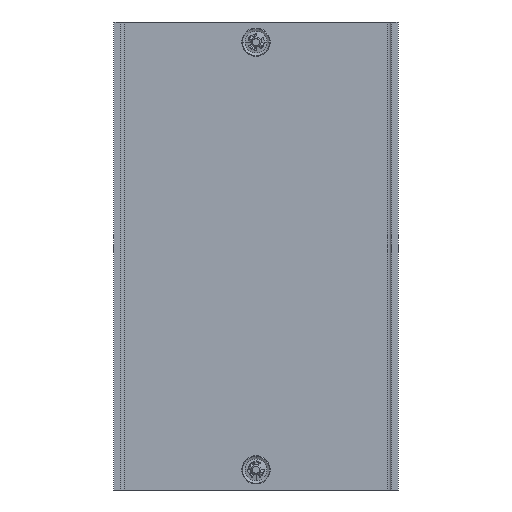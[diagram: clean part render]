
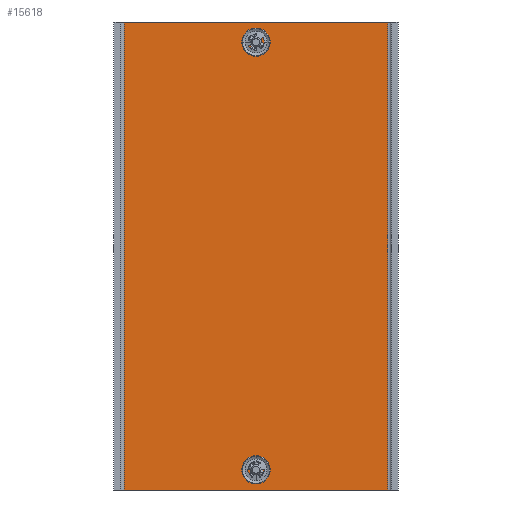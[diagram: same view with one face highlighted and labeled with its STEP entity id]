
A CAD part, front view. The second image highlights one B-rep face of the part: STEP entity #15618.
In plain terms, the highlighted planar face has unit normal (0, -1, 0).
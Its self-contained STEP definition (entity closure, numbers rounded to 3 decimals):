
#3856=DIRECTION('',(0.,0.,-1.));
#3857=VECTOR('',#3856,137.);
#3858=CARTESIAN_POINT('',(-38.6,-2.3,68.5));
#3859=LINE('',#3858,#3857);
#3860=DIRECTION('',(1.,0.,0.));
#3861=VECTOR('',#3860,77.2);
#3862=CARTESIAN_POINT('',(-38.6,-2.3,68.5));
#3863=LINE('',#3862,#3861);
#3864=DIRECTION('',(0.,0.,1.));
#3865=VECTOR('',#3864,137.);
#3866=CARTESIAN_POINT('',(38.6,-2.3,-68.5));
#3867=LINE('',#3866,#3865);
#3868=DIRECTION('',(-1.,0.,0.));
#3869=VECTOR('',#3868,77.2);
#3870=CARTESIAN_POINT('',(38.6,-2.3,-68.5));
#3871=LINE('',#3870,#3869);
#3872=CARTESIAN_POINT('',(0.,-2.3,60.85));
#3873=DIRECTION('',(0.,1.,0.));
#3874=DIRECTION('',(1.,0.,0.));
#3875=AXIS2_PLACEMENT_3D('',#3872,#3873,#3874);
#3877=DIRECTION('',(0.,0.,-1.));
#3878=VECTOR('',#3877,3.5);
#3879=CARTESIAN_POINT('',(1.6,-2.3,64.35));
#3880=LINE('',#3879,#3878);
#3881=CARTESIAN_POINT('',(0.,-2.3,64.35));
#3882=DIRECTION('',(0.,1.,0.));
#3883=DIRECTION('',(-1.,0.,0.));
#3884=AXIS2_PLACEMENT_3D('',#3881,#3882,#3883);
#3886=DIRECTION('',(0.,0.,1.));
#3887=VECTOR('',#3886,3.5);
#3888=CARTESIAN_POINT('',(-1.6,-2.3,60.85));
#3889=LINE('',#3888,#3887);
#3890=CARTESIAN_POINT('',(0.,-2.3,-60.85));
#3891=DIRECTION('',(0.,-1.,0.));
#3892=DIRECTION('',(1.,0.,0.));
#3893=AXIS2_PLACEMENT_3D('',#3890,#3891,#3892);
#3895=DIRECTION('',(0.,0.,-1.));
#3896=VECTOR('',#3895,3.5);
#3897=CARTESIAN_POINT('',(-1.6,-2.3,-60.85));
#3898=LINE('',#3897,#3896);
#3899=CARTESIAN_POINT('',(0.,-2.3,-64.35));
#3900=DIRECTION('',(0.,-1.,0.));
#3901=DIRECTION('',(-1.,0.,0.));
#3902=AXIS2_PLACEMENT_3D('',#3899,#3900,#3901);
#3904=DIRECTION('',(0.,0.,1.));
#3905=VECTOR('',#3904,3.5);
#3906=CARTESIAN_POINT('',(1.6,-2.3,-64.35));
#3907=LINE('',#3906,#3905);
#9734=CARTESIAN_POINT('',(38.6,-2.3,-68.5));
#9735=CARTESIAN_POINT('',(38.6,-2.3,68.5));
#9736=VERTEX_POINT('',#9734);
#9737=VERTEX_POINT('',#9735);
#9754=CARTESIAN_POINT('',(-38.6,-2.3,68.5));
#9755=CARTESIAN_POINT('',(-38.6,-2.3,-68.5));
#9756=VERTEX_POINT('',#9754);
#9757=VERTEX_POINT('',#9755);
#9898=CARTESIAN_POINT('',(1.6,-2.3,60.85));
#9899=CARTESIAN_POINT('',(-1.6,-2.3,60.85));
#9900=VERTEX_POINT('',#9898);
#9901=VERTEX_POINT('',#9899);
#9902=CARTESIAN_POINT('',(-1.6,-2.3,64.35));
#9903=VERTEX_POINT('',#9902);
#9904=CARTESIAN_POINT('',(1.6,-2.3,64.35));
#9905=VERTEX_POINT('',#9904);
#9906=CARTESIAN_POINT('',(1.6,-2.3,-60.85));
#9907=CARTESIAN_POINT('',(-1.6,-2.3,-60.85));
#9908=VERTEX_POINT('',#9906);
#9909=VERTEX_POINT('',#9907);
#9910=CARTESIAN_POINT('',(-1.6,-2.3,-64.35));
#9911=VERTEX_POINT('',#9910);
#9912=CARTESIAN_POINT('',(1.6,-2.3,-64.35));
#9913=VERTEX_POINT('',#9912);
#15585=CARTESIAN_POINT('',(0.,-2.3,-68.5));
#15586=DIRECTION('',(0.,-1.,0.));
#15587=DIRECTION('',(1.,0.,0.));
#15588=AXIS2_PLACEMENT_3D('',#15585,#15586,#15587);
#15589=PLANE('',#15588);
#15591=ORIENTED_EDGE('',*,*,#15590,.F.);
#15593=ORIENTED_EDGE('',*,*,#15592,.T.);
#15594=ORIENTED_EDGE('',*,*,#15576,.F.);
#15595=ORIENTED_EDGE('',*,*,#15501,.T.);
#15596=EDGE_LOOP('',(#15591,#15593,#15594,#15595));
#15597=FACE_OUTER_BOUND('',#15596,.F.);
#15599=ORIENTED_EDGE('',*,*,#15598,.F.);
#15601=ORIENTED_EDGE('',*,*,#15600,.F.);
#15603=ORIENTED_EDGE('',*,*,#15602,.F.);
#15605=ORIENTED_EDGE('',*,*,#15604,.F.);
#15606=EDGE_LOOP('',(#15599,#15601,#15603,#15605));
#15607=FACE_BOUND('',#15606,.F.);
#15609=ORIENTED_EDGE('',*,*,#15608,.T.);
#15611=ORIENTED_EDGE('',*,*,#15610,.T.);
#15613=ORIENTED_EDGE('',*,*,#15612,.T.);
#15615=ORIENTED_EDGE('',*,*,#15614,.T.);
#15616=EDGE_LOOP('',(#15609,#15611,#15613,#15615));
#15617=FACE_BOUND('',#15616,.F.);
#15618=ADVANCED_FACE('',(#15597,#15607,#15617),#15589,.T.);
#3876=CIRCLE('',#3875,1.6);
#3885=CIRCLE('',#3884,1.6);
#3894=CIRCLE('',#3893,1.6);
#3903=CIRCLE('',#3902,1.6);
#15501=EDGE_CURVE('',#9736,#9757,#3871,.T.);
#15576=EDGE_CURVE('',#9736,#9737,#3867,.T.);
#15590=EDGE_CURVE('',#9756,#9757,#3859,.T.);
#15592=EDGE_CURVE('',#9756,#9737,#3863,.T.);
#15598=EDGE_CURVE('',#9900,#9901,#3876,.T.);
#15600=EDGE_CURVE('',#9905,#9900,#3880,.T.);
#15602=EDGE_CURVE('',#9903,#9905,#3885,.T.);
#15604=EDGE_CURVE('',#9901,#9903,#3889,.T.);
#15608=EDGE_CURVE('',#9908,#9909,#3894,.T.);
#15610=EDGE_CURVE('',#9909,#9911,#3898,.T.);
#15612=EDGE_CURVE('',#9911,#9913,#3903,.T.);
#15614=EDGE_CURVE('',#9913,#9908,#3907,.T.);
